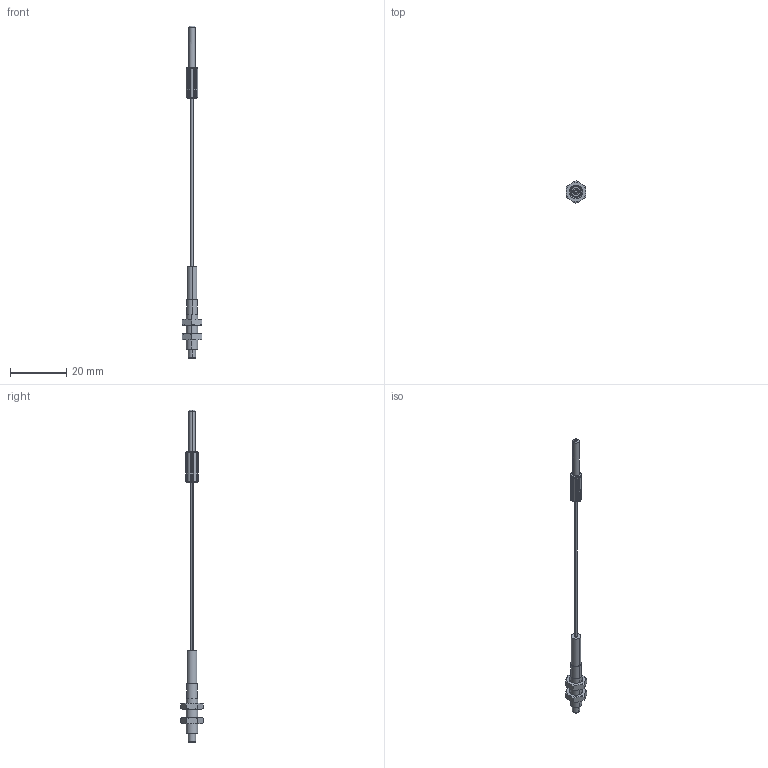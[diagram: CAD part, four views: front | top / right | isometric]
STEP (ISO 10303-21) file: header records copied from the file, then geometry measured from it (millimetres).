
FILE_DESCRIPTION((''),'2;1');
FILE_NAME('CAD2408_SW0001','2016-09-05T',('cmozuch'),(''),'PRO/ENGINEER BY PARAMETRIC TECHNOLOGY CORPORATION, 2015440','PRO/ENGINEER BY PARAMETRIC TECHNOLOGY CORPORATION, 2015440','');
FILE_SCHEMA(('CONFIG_CONTROL_DESIGN'));
Length unit declared in the file: millimetre
Products named in the file (1): CAD2408_SW0001
Bounding box: 7 x 8.08 x 118.5 mm (x, y, z)
Volume: 719.2 mm3; surface area: 1059.4 mm2
Topology: 1 solids, 1 shells, 202 faces, 492 edges, 302 vertices
Faces by surface type: cylinder 72, bspline 48, cone 36, plane 30, torus 16
Entity records: 11623 total; most frequent: CARTESIAN_POINT 5863, ORIENTED_EDGE 984, DIRECTION 760, EDGE_CURVE 492, AXIS2_PLACEMENT_3D 322, VERTEX_POINT 302, EDGE_LOOP 212, B_SPLINE_CURVE_WITH_KNOTS 208
